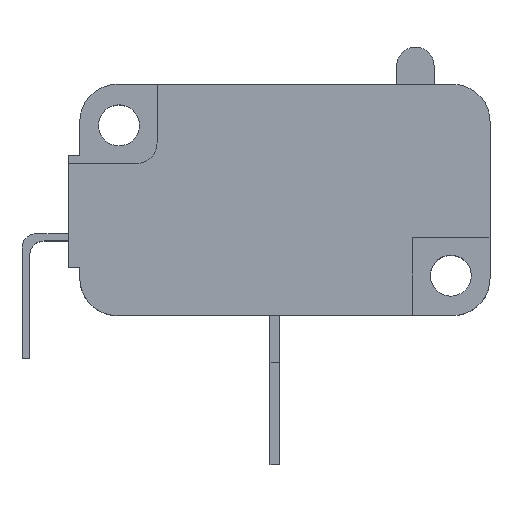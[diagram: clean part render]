
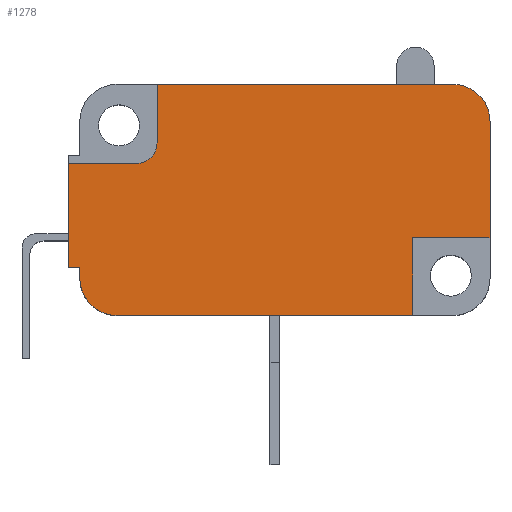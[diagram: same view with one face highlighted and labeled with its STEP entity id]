
A CAD part, top view. The second image highlights one B-rep face of the part: STEP entity #1278.
In plain terms, the highlighted planar face has unit normal (0, 0, 1).
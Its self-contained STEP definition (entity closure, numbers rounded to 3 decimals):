
#41=CIRCLE('',#1354,1.395);
#44=CIRCLE('',#1360,2.54);
#45=CIRCLE('',#1361,2.54);
#103=FACE_OUTER_BOUND('',#176,.T.);
#176=EDGE_LOOP('',(#965,#966,#967,#968,#969,#970,#971,#972,#973,#974,#975,
#976,#977));
#249=LINE('',#1797,#393);
#268=LINE('',#1840,#412);
#276=LINE('',#1859,#420);
#280=LINE('',#1866,#424);
#285=LINE('',#1877,#429);
#300=LINE('',#1923,#444);
#305=LINE('',#1936,#449);
#310=LINE('',#1949,#454);
#311=LINE('',#1951,#455);
#312=LINE('',#1953,#456);
#393=VECTOR('',#1457,20.135);
#412=VECTOR('',#1488,20.135);
#420=VECTOR('',#1502,5.265);
#424=VECTOR('',#1508,5.309);
#429=VECTOR('',#1519,7.899);
#444=VECTOR('',#1564,4.632);
#449=VECTOR('',#1577,3.994);
#454=VECTOR('',#1590,7.057);
#455=VECTOR('',#1591,0.762);
#456=VECTOR('',#1592,0.762);
#529=VERTEX_POINT('',#1794);
#530=VERTEX_POINT('',#1796);
#547=VERTEX_POINT('',#1837);
#548=VERTEX_POINT('',#1839);
#555=VERTEX_POINT('',#1857);
#556=VERTEX_POINT('',#1858);
#561=VERTEX_POINT('',#1875);
#576=VERTEX_POINT('',#1921);
#577=VERTEX_POINT('',#1922);
#580=VERTEX_POINT('',#1930);
#585=VERTEX_POINT('',#1948);
#586=VERTEX_POINT('',#1950);
#587=VERTEX_POINT('',#1952);
#653=EDGE_CURVE('',#530,#529,#249,.T.);
#674=EDGE_CURVE('',#548,#547,#268,.T.);
#683=EDGE_CURVE('',#555,#556,#276,.T.);
#687=EDGE_CURVE('',#547,#555,#280,.T.);
#693=EDGE_CURVE('',#556,#561,#285,.T.);
#715=EDGE_CURVE('',#576,#577,#300,.T.);
#719=EDGE_CURVE('',#580,#576,#41,.T.);
#722=EDGE_CURVE('',#529,#580,#305,.T.);
#728=EDGE_CURVE('',#561,#530,#44,.T.);
#729=EDGE_CURVE('',#577,#585,#310,.T.);
#730=EDGE_CURVE('',#585,#586,#311,.T.);
#731=EDGE_CURVE('',#586,#587,#312,.T.);
#732=EDGE_CURVE('',#587,#548,#45,.T.);
#965=ORIENTED_EDGE('',*,*,#683,.T.);
#966=ORIENTED_EDGE('',*,*,#693,.T.);
#967=ORIENTED_EDGE('',*,*,#728,.T.);
#968=ORIENTED_EDGE('',*,*,#653,.T.);
#969=ORIENTED_EDGE('',*,*,#722,.T.);
#970=ORIENTED_EDGE('',*,*,#719,.T.);
#971=ORIENTED_EDGE('',*,*,#715,.T.);
#972=ORIENTED_EDGE('',*,*,#729,.T.);
#973=ORIENTED_EDGE('',*,*,#730,.T.);
#974=ORIENTED_EDGE('',*,*,#731,.T.);
#975=ORIENTED_EDGE('',*,*,#732,.T.);
#976=ORIENTED_EDGE('',*,*,#674,.T.);
#977=ORIENTED_EDGE('',*,*,#687,.T.);
#1160=PLANE('',#1359);
#1278=ADVANCED_FACE('',(#103),#1160,.T.);
#1354=AXIS2_PLACEMENT_3D('',#1931,#1570,#1571);
#1359=AXIS2_PLACEMENT_3D('',#1946,#1586,#1587);
#1360=AXIS2_PLACEMENT_3D('',#1947,#1588,#1589);
#1361=AXIS2_PLACEMENT_3D('',#1954,#1593,#1594);
#1457=DIRECTION('',(-1.,0.,0.));
#1488=DIRECTION('',(1.,0.,0.));
#1502=DIRECTION('',(1.,0.,0.));
#1508=DIRECTION('',(0.,1.,0.));
#1519=DIRECTION('',(0.,1.,0.));
#1564=DIRECTION('',(-1.,0.,0.));
#1570=DIRECTION('center_axis',(0.,0.,-1.));
#1571=DIRECTION('ref_axis',(0.,-1.,0.));
#1577=DIRECTION('',(0.,-1.,0.));
#1586=DIRECTION('center_axis',(0.,0.,1.));
#1587=DIRECTION('ref_axis',(1.,0.,0.));
#1588=DIRECTION('center_axis',(0.,0.,1.));
#1589=DIRECTION('ref_axis',(1.,0.,0.));
#1590=DIRECTION('',(0.,-1.,0.));
#1591=DIRECTION('',(1.,0.,0.));
#1592=DIRECTION('',(0.,-1.,0.));
#1593=DIRECTION('center_axis',(0.,0.,1.));
#1594=DIRECTION('ref_axis',(1.,0.,0.));
#1794=CARTESIAN_POINT('',(-8.705,7.874,4.955));
#1796=CARTESIAN_POINT('',(11.43,7.874,4.955));
#1797=CARTESIAN_POINT('',(-0.381,7.874,4.955));
#1837=CARTESIAN_POINT('',(8.705,-7.874,4.955));
#1839=CARTESIAN_POINT('',(-11.43,-7.874,4.955));
#1840=CARTESIAN_POINT('',(-0.381,-7.874,4.955));
#1857=CARTESIAN_POINT('',(8.705,-2.565,4.955));
#1858=CARTESIAN_POINT('',(13.97,-2.565,4.955));
#1859=CARTESIAN_POINT('',(4.162,-2.565,4.955));
#1866=CARTESIAN_POINT('',(8.705,-16.74,4.955));
#1875=CARTESIAN_POINT('',(13.97,5.334,4.955));
#1877=CARTESIAN_POINT('',(13.97,-25.606,4.955));
#1921=CARTESIAN_POINT('',(-10.1,2.485,4.955));
#1922=CARTESIAN_POINT('',(-14.732,2.485,4.955));
#1923=CARTESIAN_POINT('',(-5.241,2.485,4.955));
#1930=CARTESIAN_POINT('',(-8.705,3.88,4.955));
#1931=CARTESIAN_POINT('Origin',(-10.1,3.88,4.955));
#1936=CARTESIAN_POINT('',(-8.705,-8.866,4.955));
#1946=CARTESIAN_POINT('Origin',(-0.381,-25.606,4.955));
#1947=CARTESIAN_POINT('Origin',(11.43,5.334,4.955));
#1948=CARTESIAN_POINT('',(-14.732,-4.572,4.955));
#1949=CARTESIAN_POINT('',(-14.732,-25.606,4.955));
#1950=CARTESIAN_POINT('',(-13.97,-4.572,4.955));
#1951=CARTESIAN_POINT('',(-0.381,-4.572,4.955));
#1952=CARTESIAN_POINT('',(-13.97,-5.334,4.955));
#1953=CARTESIAN_POINT('',(-13.97,-25.606,4.955));
#1954=CARTESIAN_POINT('Origin',(-11.43,-5.334,4.955));
